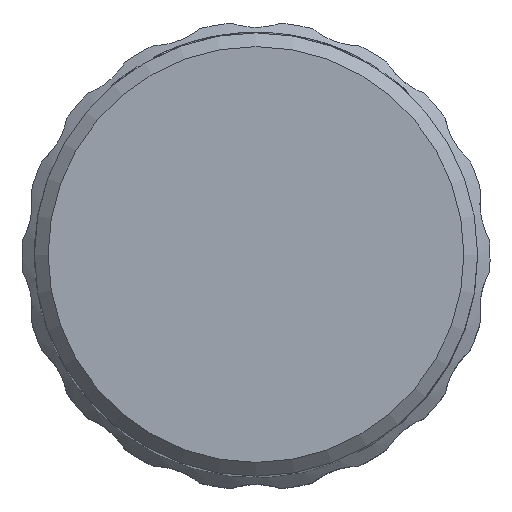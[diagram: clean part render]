
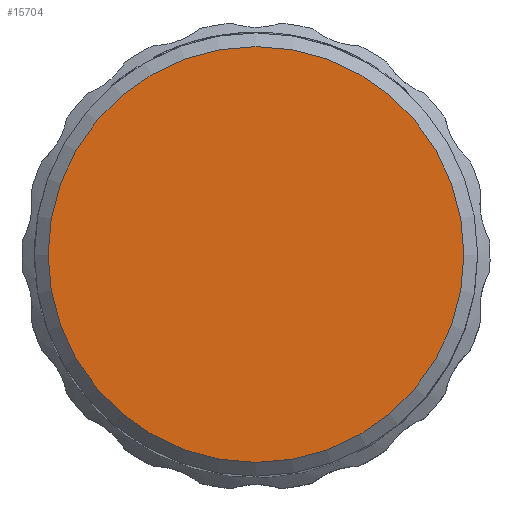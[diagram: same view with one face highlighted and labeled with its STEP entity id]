
A CAD part, top view. The second image highlights one B-rep face of the part: STEP entity #15704.
In plain terms, the highlighted planar face has unit normal (0, 0, 1).
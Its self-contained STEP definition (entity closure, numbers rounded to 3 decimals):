
#34 = ORIENTED_EDGE ( 'NONE', *, *, #24305, .F. ) ;
#3411 = DIRECTION ( 'NONE',  ( 0., 0., -1. ) ) ;
#4093 = DIRECTION ( 'NONE',  ( 0., 0., 1. ) ) ;
#5323 = VERTEX_POINT ( 'NONE', #18002 ) ;
#13261 = PLANE ( 'NONE',  #24429 ) ;
#14237 = AXIS2_PLACEMENT_3D ( 'NONE', #26046, #3411, #19833 ) ;
#15704 = ADVANCED_FACE ( 'NONE', ( #29853 ), #13261, .T. ) ;
#18002 = CARTESIAN_POINT ( 'NONE',  ( 0., 15.1, 94.8 ) ) ;
#19537 = CIRCLE ( 'NONE', #14237, 15.1 ) ;
#19695 = CARTESIAN_POINT ( 'NONE',  ( 0., 0., 94.8 ) ) ;
#19833 = DIRECTION ( 'NONE',  ( 0., 1., 0. ) ) ;
#22768 = EDGE_LOOP ( 'NONE', ( #34 ) ) ;
#24305 = EDGE_CURVE ( 'NONE', #5323, #5323, #19537, .T. ) ;
#24429 = AXIS2_PLACEMENT_3D ( 'NONE', #19695, #4093, #29228 ) ;
#26046 = CARTESIAN_POINT ( 'NONE',  ( 0., 0., 94.8 ) ) ;
#29228 = DIRECTION ( 'NONE',  ( 1., 0., 0. ) ) ;
#29853 = FACE_OUTER_BOUND ( 'NONE', #22768, .T. ) ;
